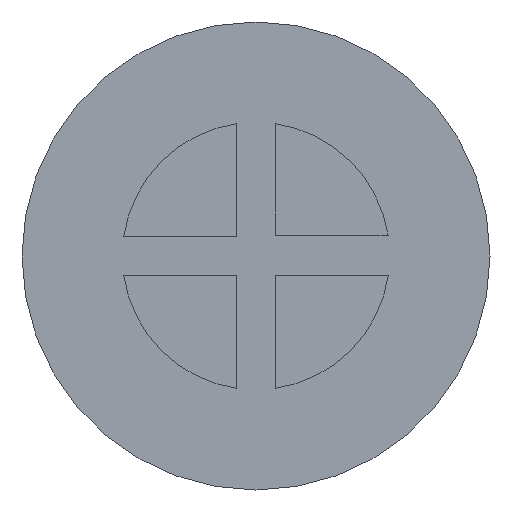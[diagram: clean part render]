
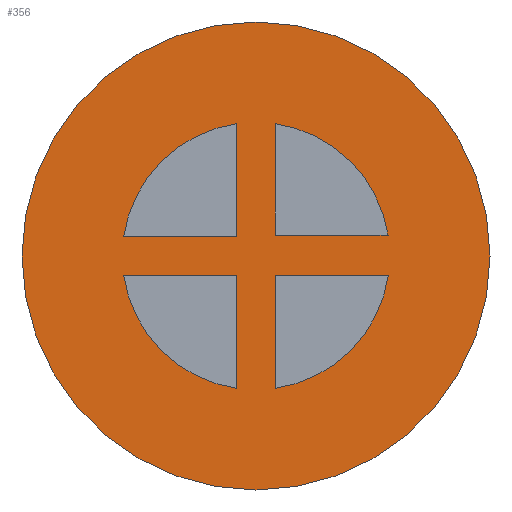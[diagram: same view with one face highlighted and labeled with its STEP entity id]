
A CAD part, front view. The second image highlights one B-rep face of the part: STEP entity #356.
In plain terms, the highlighted planar face has unit normal (0, -1, 0).
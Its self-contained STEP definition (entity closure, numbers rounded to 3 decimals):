
#15=FACE_BOUND('',#86,.T.);
#16=FACE_BOUND('',#87,.T.);
#17=FACE_BOUND('',#88,.T.);
#18=FACE_BOUND('',#89,.T.);
#21=CIRCLE('',#381,3.);
#23=CIRCLE('',#385,3.);
#25=CIRCLE('',#393,3.);
#27=CIRCLE('',#399,3.);
#35=CIRCLE('',#412,5.25);
#63=FACE_OUTER_BOUND('',#85,.T.);
#85=EDGE_LOOP('',(#306));
#86=EDGE_LOOP('',(#307,#308,#309));
#87=EDGE_LOOP('',(#310,#311,#312));
#88=EDGE_LOOP('',(#313,#314,#315));
#89=EDGE_LOOP('',(#316,#317,#318));
#92=LINE('',#528,#122);
#96=LINE('',#536,#126);
#101=LINE('',#555,#131);
#104=LINE('',#560,#134);
#106=LINE('',#566,#136);
#110=LINE('',#574,#140);
#113=LINE('',#585,#143);
#117=LINE('',#593,#147);
#122=VECTOR('',#420,10.);
#126=VECTOR('',#426,10.);
#131=VECTOR('',#447,10.);
#134=VECTOR('',#452,10.);
#136=VECTOR('',#458,10.);
#140=VECTOR('',#464,10.);
#143=VECTOR('',#477,10.);
#147=VECTOR('',#483,10.);
#152=VERTEX_POINT('',#526);
#153=VERTEX_POINT('',#527);
#156=VERTEX_POINT('',#535);
#158=VERTEX_POINT('',#545);
#159=VERTEX_POINT('',#546);
#162=VERTEX_POINT('',#554);
#164=VERTEX_POINT('',#564);
#165=VERTEX_POINT('',#565);
#168=VERTEX_POINT('',#573);
#170=VERTEX_POINT('',#583);
#171=VERTEX_POINT('',#584);
#174=VERTEX_POINT('',#592);
#181=VERTEX_POINT('',#617);
#183=EDGE_CURVE('',#152,#153,#92,.T.);
#187=EDGE_CURVE('',#156,#152,#96,.T.);
#190=EDGE_CURVE('',#153,#156,#21,.T.);
#192=EDGE_CURVE('',#158,#159,#23,.T.);
#196=EDGE_CURVE('',#162,#158,#101,.T.);
#199=EDGE_CURVE('',#159,#162,#104,.T.);
#201=EDGE_CURVE('',#164,#165,#106,.T.);
#205=EDGE_CURVE('',#168,#164,#110,.T.);
#208=EDGE_CURVE('',#165,#168,#25,.T.);
#210=EDGE_CURVE('',#170,#171,#113,.T.);
#214=EDGE_CURVE('',#174,#170,#117,.T.);
#217=EDGE_CURVE('',#171,#174,#27,.T.);
#226=EDGE_CURVE('',#181,#181,#35,.T.);
#306=ORIENTED_EDGE('',*,*,#226,.T.);
#307=ORIENTED_EDGE('',*,*,#183,.T.);
#308=ORIENTED_EDGE('',*,*,#190,.T.);
#309=ORIENTED_EDGE('',*,*,#187,.T.);
#310=ORIENTED_EDGE('',*,*,#192,.T.);
#311=ORIENTED_EDGE('',*,*,#199,.T.);
#312=ORIENTED_EDGE('',*,*,#196,.T.);
#313=ORIENTED_EDGE('',*,*,#201,.T.);
#314=ORIENTED_EDGE('',*,*,#208,.T.);
#315=ORIENTED_EDGE('',*,*,#205,.T.);
#316=ORIENTED_EDGE('',*,*,#210,.T.);
#317=ORIENTED_EDGE('',*,*,#217,.T.);
#318=ORIENTED_EDGE('',*,*,#214,.T.);
#334=PLANE('',#414);
#356=ADVANCED_FACE('',(#63,#15,#16,#17,#18),#334,.F.);
#381=AXIS2_PLACEMENT_3D('',#541,#431,#432);
#385=AXIS2_PLACEMENT_3D('',#547,#439,#440);
#393=AXIS2_PLACEMENT_3D('',#579,#469,#470);
#399=AXIS2_PLACEMENT_3D('',#598,#488,#489);
#412=AXIS2_PLACEMENT_3D('',#618,#515,#516);
#414=AXIS2_PLACEMENT_3D('',#622,#520,#521);
#420=DIRECTION('',(-1.,0.,0.));
#426=DIRECTION('',(0.,0.,-1.));
#431=DIRECTION('center_axis',(0.,1.,0.));
#432=DIRECTION('ref_axis',(0.143,0.,-0.99));
#439=DIRECTION('center_axis',(0.,1.,0.));
#440=DIRECTION('ref_axis',(-0.143,0.,0.99));
#447=DIRECTION('',(1.,0.,0.));
#452=DIRECTION('',(0.,0.,1.));
#458=DIRECTION('',(0.,0.,-1.));
#464=DIRECTION('',(1.,0.,0.));
#469=DIRECTION('center_axis',(0.,1.,0.));
#470=DIRECTION('ref_axis',(0.99,0.,0.143));
#477=DIRECTION('',(0.,0.,1.));
#483=DIRECTION('',(-1.,0.,0.));
#488=DIRECTION('center_axis',(0.,1.,0.));
#489=DIRECTION('ref_axis',(-0.988,0.,-0.156));
#515=DIRECTION('center_axis',(0.,-1.,0.));
#516=DIRECTION('ref_axis',(1.,0.,0.));
#520=DIRECTION('center_axis',(0.,1.,0.));
#521=DIRECTION('ref_axis',(0.,0.,1.));
#526=CARTESIAN_POINT('',(-0.429,-0.8,0.429));
#527=CARTESIAN_POINT('',(-2.969,-0.8,0.429));
#528=CARTESIAN_POINT('',(-0.214,-0.8,0.429));
#535=CARTESIAN_POINT('',(-0.429,-0.8,2.969));
#536=CARTESIAN_POINT('',(-0.429,-0.8,1.485));
#541=CARTESIAN_POINT('Origin',(0.,-0.8,0.));
#545=CARTESIAN_POINT('',(2.969,-0.8,-0.429));
#546=CARTESIAN_POINT('',(0.429,-0.8,-2.969));
#547=CARTESIAN_POINT('Origin',(0.,-0.8,0.));
#554=CARTESIAN_POINT('',(0.429,-0.8,-0.429));
#555=CARTESIAN_POINT('',(0.214,-0.8,-0.429));
#560=CARTESIAN_POINT('',(0.429,-0.8,-1.485));
#564=CARTESIAN_POINT('',(-0.429,-0.8,-0.429));
#565=CARTESIAN_POINT('',(-0.429,-0.8,-2.969));
#566=CARTESIAN_POINT('',(-0.429,-0.8,-0.214));
#573=CARTESIAN_POINT('',(-2.969,-0.8,-0.429));
#574=CARTESIAN_POINT('',(-1.485,-0.8,-0.429));
#579=CARTESIAN_POINT('Origin',(0.,-0.8,0.));
#583=CARTESIAN_POINT('',(0.429,-0.8,0.469));
#584=CARTESIAN_POINT('',(0.429,-0.8,2.969));
#585=CARTESIAN_POINT('',(0.429,-0.8,0.235));
#592=CARTESIAN_POINT('',(2.963,-0.8,0.469));
#593=CARTESIAN_POINT('',(1.482,-0.8,0.469));
#598=CARTESIAN_POINT('Origin',(0.,-0.8,0.));
#617=CARTESIAN_POINT('',(-5.25,-0.8,0.));
#618=CARTESIAN_POINT('Origin',(0.,-0.8,0.));
#622=CARTESIAN_POINT('Origin',(0.,-0.8,0.));
